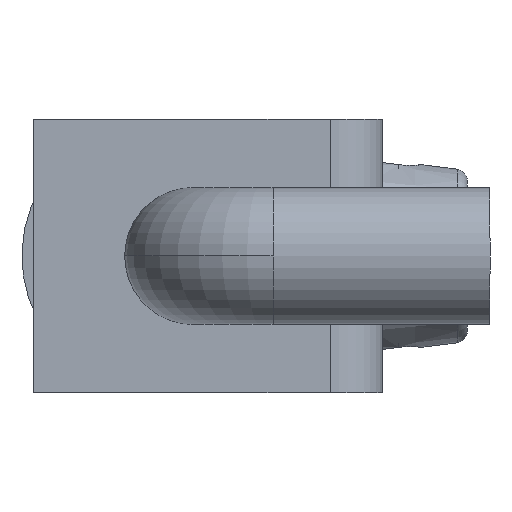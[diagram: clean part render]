
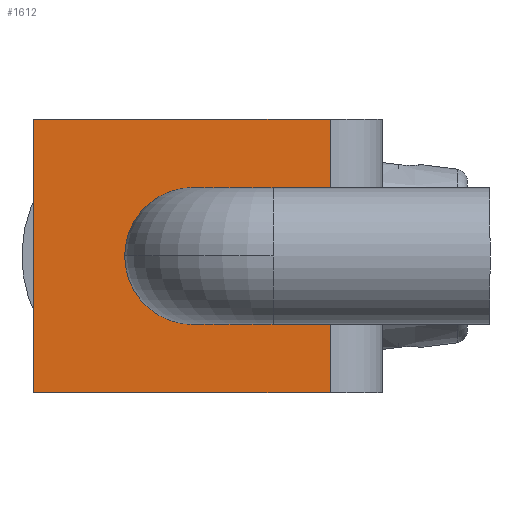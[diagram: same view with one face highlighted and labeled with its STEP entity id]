
A CAD part, left-side view. The second image highlights one B-rep face of the part: STEP entity #1612.
In plain terms, the highlighted planar face has unit normal (-1, 0, 0).
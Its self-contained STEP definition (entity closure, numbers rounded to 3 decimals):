
#522 = PLANE ( 'NONE',  #3159 ) ;
#523 = CARTESIAN_POINT ( 'NONE',  ( 0., 7., 6. ) ) ;
#524 = DIRECTION ( 'NONE',  ( 1., 0., 0. ) ) ;
#525 = DIRECTION ( 'NONE',  ( 0., 1., 0. ) ) ;
#1153 = EDGE_CURVE ( 'NONE', #1408, #1403, #2255, .T. ) ;
#1161 = EDGE_CURVE ( 'NONE', #1390, #1391, #2736, .T. ) ;
#1164 = EDGE_CURVE ( 'NONE', #1403, #1408, #2258, .T. ) ;
#1165 = EDGE_CURVE ( 'NONE', #1388, #1389, #2748, .T. ) ;
#1166 = EDGE_CURVE ( 'NONE', #1391, #1389, #2751, .T. ) ;
#1167 = EDGE_CURVE ( 'NONE', #1390, #1388, #2754, .T. ) ;
#1388 = VERTEX_POINT ( 'NONE', #2914 ) ;
#1389 = VERTEX_POINT ( 'NONE', #2915 ) ;
#1390 = VERTEX_POINT ( 'NONE', #2916 ) ;
#1391 = VERTEX_POINT ( 'NONE', #2917 ) ;
#1403 = VERTEX_POINT ( 'NONE', #1812 ) ;
#1408 = VERTEX_POINT ( 'NONE', #1817 ) ;
#1612 = ADVANCED_FACE ( 'NONE', ( #3151, #3157 ), #522, .F. ) ;
#1812 = CARTESIAN_POINT ( 'NONE',  ( 0., 0., -3. ) ) ;
#1817 = CARTESIAN_POINT ( 'NONE',  ( 0., 0., 3. ) ) ;
#2140 = AXIS2_PLACEMENT_3D ( 'NONE', #2705, #2712, #2713 ) ;
#2147 = AXIS2_PLACEMENT_3D ( 'NONE', #2723, #2745, #2746 ) ;
#2158 = VECTOR ( 'NONE', #2756, 1000. ) ;
#2193 = VECTOR ( 'NONE', #2753, 1000. ) ;
#2199 = VECTOR ( 'NONE', #2750, 1000. ) ;
#2208 = VECTOR ( 'NONE', #2738, 1000. ) ;
#2255 = CIRCLE ( 'NONE', #2140, 3. ) ;
#2258 = CIRCLE ( 'NONE', #2147, 3. ) ;
#2466 = EDGE_LOOP ( 'NONE', ( #3209, #3213, #3212, #3214 ) ) ;
#2467 = EDGE_LOOP ( 'NONE', ( #3210, #3211 ) ) ;
#2705 = CARTESIAN_POINT ( 'NONE',  ( 0., 0., 0. ) ) ;
#2712 = DIRECTION ( 'NONE',  ( 1., 0., 0. ) ) ;
#2713 = DIRECTION ( 'NONE',  ( 0., 1., 0. ) ) ;
#2723 = CARTESIAN_POINT ( 'NONE',  ( 0., 0., 0. ) ) ;
#2736 = LINE ( 'NONE', #2737, #2208 ) ;
#2737 = CARTESIAN_POINT ( 'NONE',  ( 0., 7., 6. ) ) ;
#2738 = DIRECTION ( 'NONE',  ( 0., 0., -1. ) ) ;
#2745 = DIRECTION ( 'NONE',  ( 1., 0., 0. ) ) ;
#2746 = DIRECTION ( 'NONE',  ( 0., 1., 0. ) ) ;
#2748 = LINE ( 'NONE', #2749, #2199 ) ;
#2749 = CARTESIAN_POINT ( 'NONE',  ( 0., -6., 6. ) ) ;
#2750 = DIRECTION ( 'NONE',  ( 0., 0., -1. ) ) ;
#2751 = LINE ( 'NONE', #2752, #2193 ) ;
#2752 = CARTESIAN_POINT ( 'NONE',  ( 0., 7., -6. ) ) ;
#2753 = DIRECTION ( 'NONE',  ( 0., -1., 0. ) ) ;
#2754 = LINE ( 'NONE', #2755, #2158 ) ;
#2755 = CARTESIAN_POINT ( 'NONE',  ( 0., 7., 6. ) ) ;
#2756 = DIRECTION ( 'NONE',  ( 0., -1., 0. ) ) ;
#2914 = CARTESIAN_POINT ( 'NONE',  ( 0., -6., 6. ) ) ;
#2915 = CARTESIAN_POINT ( 'NONE',  ( 0., -6., -6. ) ) ;
#2916 = CARTESIAN_POINT ( 'NONE',  ( 0., 7., 6. ) ) ;
#2917 = CARTESIAN_POINT ( 'NONE',  ( 0., 7., -6. ) ) ;
#3151 = FACE_BOUND ( 'NONE', #2467, .T. ) ;
#3157 = FACE_OUTER_BOUND ( 'NONE', #2466, .T. ) ;
#3159 = AXIS2_PLACEMENT_3D ( 'NONE', #523, #524, #525 ) ;
#3209 = ORIENTED_EDGE ( 'NONE', *, *, #1166, .T. ) ;
#3210 = ORIENTED_EDGE ( 'NONE', *, *, #1164, .T. ) ;
#3211 = ORIENTED_EDGE ( 'NONE', *, *, #1153, .T. ) ;
#3212 = ORIENTED_EDGE ( 'NONE', *, *, #1167, .F. ) ;
#3213 = ORIENTED_EDGE ( 'NONE', *, *, #1165, .F. ) ;
#3214 = ORIENTED_EDGE ( 'NONE', *, *, #1161, .T. ) ;
